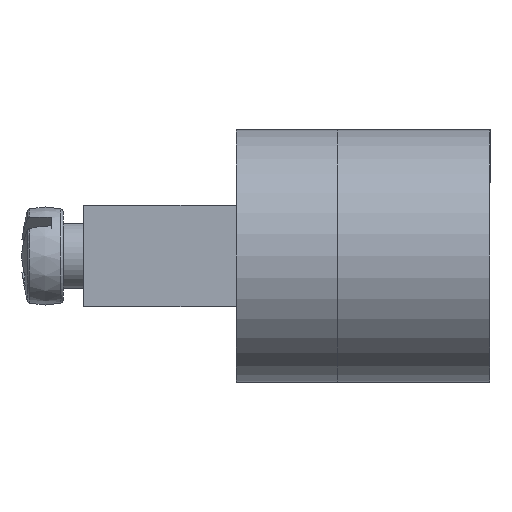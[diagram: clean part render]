
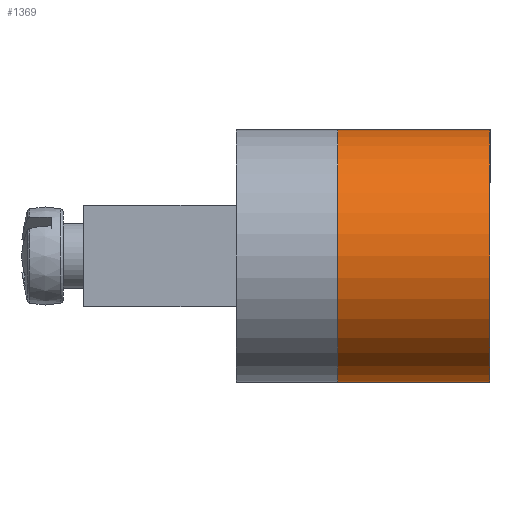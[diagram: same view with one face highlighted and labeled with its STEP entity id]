
A CAD part, left-side view. The second image highlights one B-rep face of the part: STEP entity #1369.
In plain terms, the highlighted cylindrical face has radius 7.5 mm (diameter 15 mm), a partial arc.
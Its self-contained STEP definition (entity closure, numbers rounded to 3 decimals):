
#116=LINE('',#2575,#162);
#121=LINE('',#2587,#167);
#162=VECTOR('',#1887,9.);
#167=VECTOR('',#1902,9.);
#371=CIRCLE('',#1529,7.5);
#372=CIRCLE('',#1531,7.5);
#450=FACE_OUTER_BOUND('',#597,.T.);
#597=EDGE_LOOP('',(#1179,#1180,#1181,#1182));
#742=VERTEX_POINT('',#2573);
#743=VERTEX_POINT('',#2574);
#744=VERTEX_POINT('',#2579);
#745=VERTEX_POINT('',#2583);
#889=EDGE_CURVE('',#742,#743,#116,.T.);
#892=EDGE_CURVE('',#744,#743,#371,.T.);
#895=EDGE_CURVE('',#742,#745,#372,.T.);
#896=EDGE_CURVE('',#745,#744,#121,.T.);
#1179=ORIENTED_EDGE('',*,*,#895,.T.);
#1180=ORIENTED_EDGE('',*,*,#896,.T.);
#1181=ORIENTED_EDGE('',*,*,#892,.T.);
#1182=ORIENTED_EDGE('',*,*,#889,.F.);
#1254=CYLINDRICAL_SURFACE('',#1533,7.5);
#1369=ADVANCED_FACE('',(#450),#1254,.T.);
#1529=AXIS2_PLACEMENT_3D('',#2580,#1892,#1893);
#1531=AXIS2_PLACEMENT_3D('',#2585,#1898,#1899);
#1533=AXIS2_PLACEMENT_3D('',#2588,#1903,#1904);
#1887=DIRECTION('',(0.,1.,0.));
#1892=DIRECTION('center_axis',(0.,-1.,0.));
#1893=DIRECTION('ref_axis',(0.,0.,
1.));
#1898=DIRECTION('center_axis',(0.,1.,0.));
#1899=DIRECTION('ref_axis',(0.,0.,1.));
#1902=DIRECTION('',(0.,1.,0.));
#1903=DIRECTION('center_axis',(0.,1.,0.));
#1904=DIRECTION('ref_axis',(0.,0.,1.));
#2573=CARTESIAN_POINT('',(7.,0.,7.5));
#2574=CARTESIAN_POINT('',(7.,9.,7.5));
#2575=CARTESIAN_POINT('',(7.,-10.607,7.5));
#2579=CARTESIAN_POINT('',(7.,9.,-7.5));
#2580=CARTESIAN_POINT('Origin',(7.,9.,0.));
#2583=CARTESIAN_POINT('',(7.,0.,-7.5));
#2585=CARTESIAN_POINT('Origin',(7.,0.,0.));
#2587=CARTESIAN_POINT('',(7.,-10.607,-7.5));
#2588=CARTESIAN_POINT('Origin',(7.,-10.607,0.));
